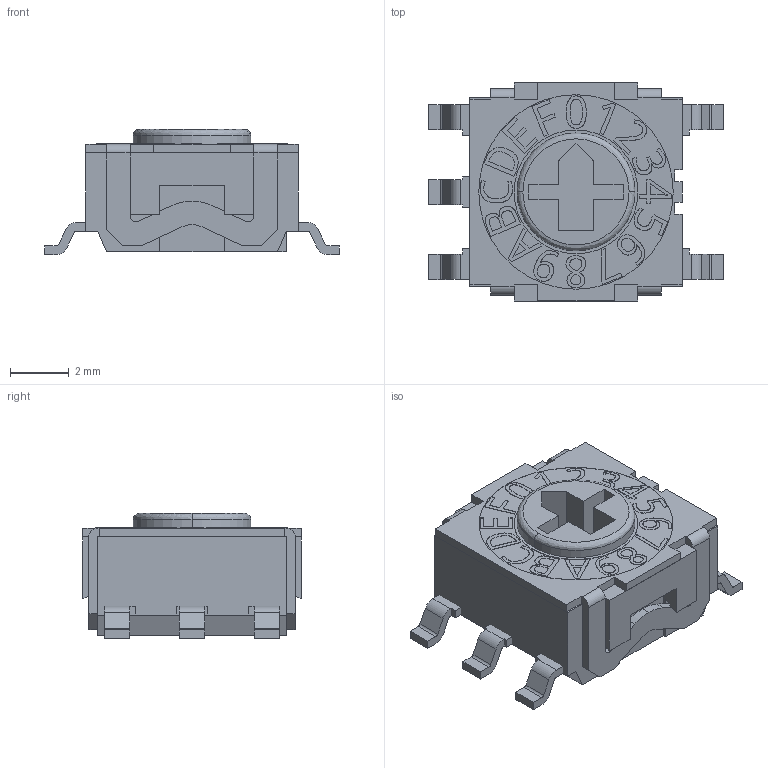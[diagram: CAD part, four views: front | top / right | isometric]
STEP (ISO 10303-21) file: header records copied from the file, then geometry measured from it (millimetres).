
FILE_DESCRIPTION (( 'STEP AP214' ), '1' );
FILE_NAME ('User Library-RTE1600G.STEP', '2023-08-29T23:55:12', ( '' ), ( '' ), 'SwSTEP 2.0', 'SolidWorks 2022', '' );
FILE_SCHEMA (( 'AUTOMOTIVE_DESIGN' ));
Length unit declared in the file: centimetre
Products named in the file (8): skoba; pin_3; numbers16A; User Library-RTE1600G; pin; body; screw; pin_2
Assembly tree (9 placements, depth 2):
  User Library-RTE1600G
    body
    skoba
    pin
    pin_2  x2
    pin_3  x2
    screw
    numbers16A
Bounding box: 10 x 7.4 x 4.25 mm (x, y, z)
Volume: 163.8 mm3; surface area: 524.1 mm2
Topology: 9 solids, 9 shells, 506 faces, 1388 edges, 924 vertices
Faces by surface type: plane 305, bspline 155, cylinder 46
Entity records: 20718 total; most frequent: CARTESIAN_POINT 4071, ORIENTED_EDGE 2608, DIRECTION 1736, EDGE_CURVE 1304, VECTOR 918, LINE 918, VERTEX_POINT 868, EDGE_LOOP 506
